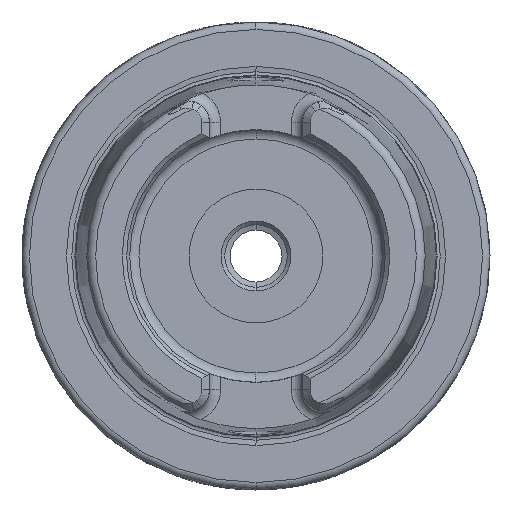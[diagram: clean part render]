
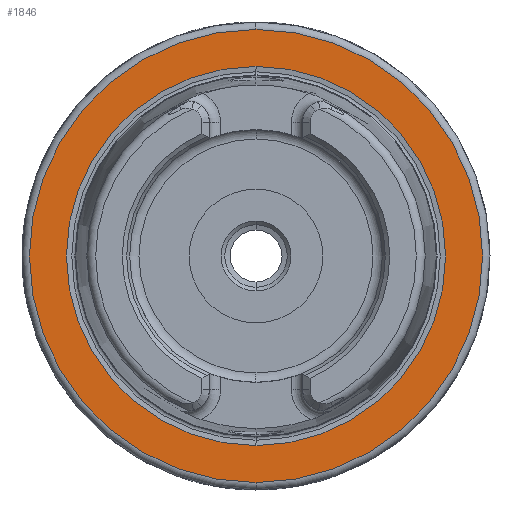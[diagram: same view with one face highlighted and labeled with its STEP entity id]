
A CAD part, left-side view. The second image highlights one B-rep face of the part: STEP entity #1846.
In plain terms, the highlighted planar face has unit normal (-1, 0, 0).
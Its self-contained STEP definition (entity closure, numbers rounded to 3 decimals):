
#218 = DIRECTION ( 'NONE',  ( -1., 0., 0. ) ) ;
#370 = CIRCLE ( 'NONE', #2158, 25.521 ) ;
#694 = AXIS2_PLACEMENT_3D ( 'NONE', #4858, #218, #5616 ) ;
#1044 = CARTESIAN_POINT ( 'NONE',  ( -26.5, 0., 0. ) ) ;
#1138 = CIRCLE ( 'NONE', #2410, 30.5 ) ;
#1322 = VERTEX_POINT ( 'NONE', #6218 ) ;
#1578 = EDGE_LOOP ( 'NONE', ( #4152, #4649 ) ) ;
#1712 = EDGE_CURVE ( 'NONE', #2613, #7139, #1839, .T. ) ;
#1762 = FACE_BOUND ( 'NONE', #7102, .T. ) ;
#1785 = FACE_OUTER_BOUND ( 'NONE', #1578, .T. ) ;
#1813 = DIRECTION ( 'NONE',  ( 0., 0., -1. ) ) ;
#1839 = CIRCLE ( 'NONE', #2748, 25.521 ) ;
#1846 = ADVANCED_FACE ( 'NONE', ( #1785, #1762 ), #7244, .F. ) ;
#2061 = CARTESIAN_POINT ( 'NONE',  ( -26.5, 0., 0. ) ) ;
#2100 = CARTESIAN_POINT ( 'NONE',  ( -26.5, 31.5, 0. ) ) ;
#2158 = AXIS2_PLACEMENT_3D ( 'NONE', #1044, #6351, #1813 ) ;
#2335 = CIRCLE ( 'NONE', #694, 30.5 ) ;
#2410 = AXIS2_PLACEMENT_3D ( 'NONE', #2591, #7652, #3368 ) ;
#2591 = CARTESIAN_POINT ( 'NONE',  ( -26.5, 0., 0. ) ) ;
#2613 = VERTEX_POINT ( 'NONE', #4242 ) ;
#2723 = AXIS2_PLACEMENT_3D ( 'NONE', #2100, #7890, #3651 ) ;
#2748 = AXIS2_PLACEMENT_3D ( 'NONE', #2061, #7220, #2847 ) ;
#2847 = DIRECTION ( 'NONE',  ( 0., 0., -1. ) ) ;
#3181 = EDGE_CURVE ( 'NONE', #7117, #1322, #1138, .T. ) ;
#3368 = DIRECTION ( 'NONE',  ( 0., 0., -1. ) ) ;
#3455 = CARTESIAN_POINT ( 'NONE',  ( -26.5, 0., 30.5 ) ) ;
#3599 = EDGE_CURVE ( 'NONE', #7139, #2613, #370, .T. ) ;
#3651 = DIRECTION ( 'NONE',  ( 0., 0., -1. ) ) ;
#4152 = ORIENTED_EDGE ( 'NONE', *, *, #6397, .T. ) ;
#4242 = CARTESIAN_POINT ( 'NONE',  ( -26.5, 0., -25.521 ) ) ;
#4649 = ORIENTED_EDGE ( 'NONE', *, *, #3181, .T. ) ;
#4858 = CARTESIAN_POINT ( 'NONE',  ( -26.5, 0., 0. ) ) ;
#5616 = DIRECTION ( 'NONE',  ( 0., 0., -1. ) ) ;
#6085 = ORIENTED_EDGE ( 'NONE', *, *, #3599, .T. ) ;
#6193 = ORIENTED_EDGE ( 'NONE', *, *, #1712, .T. ) ;
#6218 = CARTESIAN_POINT ( 'NONE',  ( -26.5, 0., -30.5 ) ) ;
#6351 = DIRECTION ( 'NONE',  ( 1., 0., 0. ) ) ;
#6397 = EDGE_CURVE ( 'NONE', #1322, #7117, #2335, .T. ) ;
#7102 = EDGE_LOOP ( 'NONE', ( #6085, #6193 ) ) ;
#7117 = VERTEX_POINT ( 'NONE', #3455 ) ;
#7139 = VERTEX_POINT ( 'NONE', #7849 ) ;
#7220 = DIRECTION ( 'NONE',  ( 1., 0., 0. ) ) ;
#7244 = PLANE ( 'NONE',  #2723 ) ;
#7652 = DIRECTION ( 'NONE',  ( -1., 0., 0. ) ) ;
#7849 = CARTESIAN_POINT ( 'NONE',  ( -26.5, 0., 25.521 ) ) ;
#7890 = DIRECTION ( 'NONE',  ( 1., 0., 0. ) ) ;
